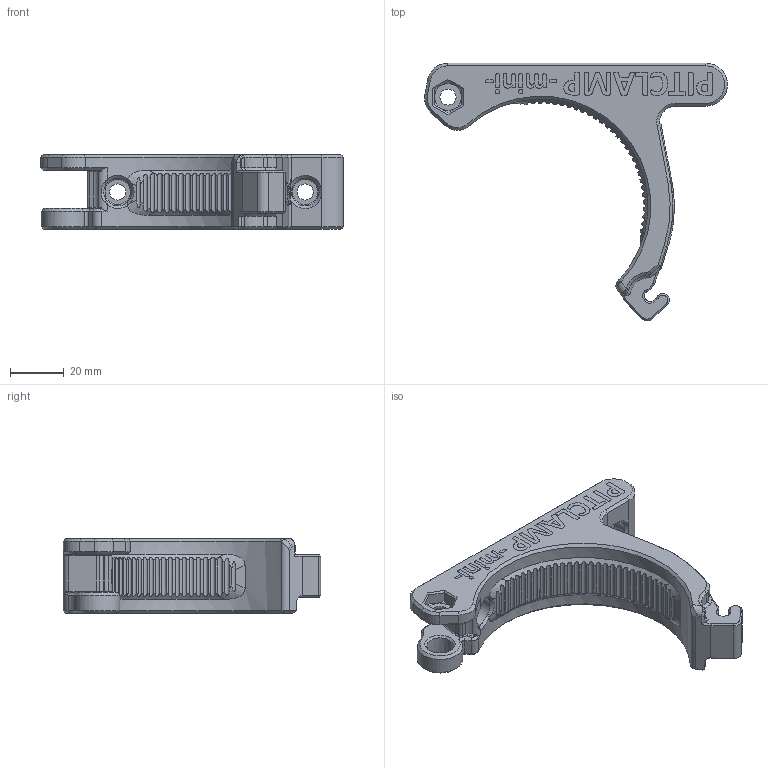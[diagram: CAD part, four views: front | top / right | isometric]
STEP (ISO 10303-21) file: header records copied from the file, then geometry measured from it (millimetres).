
FILE_DESCRIPTION(/* description */ (''),/* implementation_level */ '2;1');
FILE_NAME(/* name */ 'PitClamp Mini - Base - Standard.step',/* time_stamp */ '2024-08-17T02:51:26-04:00',/* author */ (''),/* organization */ (''),/* preprocessor_version */ 'ST-DEVELOPER v20',/* originating_system */ 'Autodesk Translation Framework v13.14.0.145',/* authorisation */ '');
FILE_SCHEMA (('AUTOMOTIVE_DESIGN { 1 0 10303 214 3 1 1 }'));
Length unit declared in the file: millimetre
Products named in the file (1): 3030 Centered Hole Base
Bounding box: 113.08 x 96.18 x 28 mm (x, y, z)
Volume: 69100.1 mm3; surface area: 17661.3 mm2
Topology: 1 solids, 1 shells, 824 faces, 2259 edges, 1457 vertices
Faces by surface type: bspline 462, plane 179, cylinder 116, cone 67
Full cylindrical faces by diameter (mm): 6 x3, 10.4 x2, 11.4 x1
Entity records: 36020 total; most frequent: CARTESIAN_POINT 18470, ORIENTED_EDGE 4518, EDGE_CURVE 2259, DIRECTION 2108, VERTEX_POINT 1457, B_SPLINE_CURVE_WITH_KNOTS 1060, LINE 984, VECTOR 984
